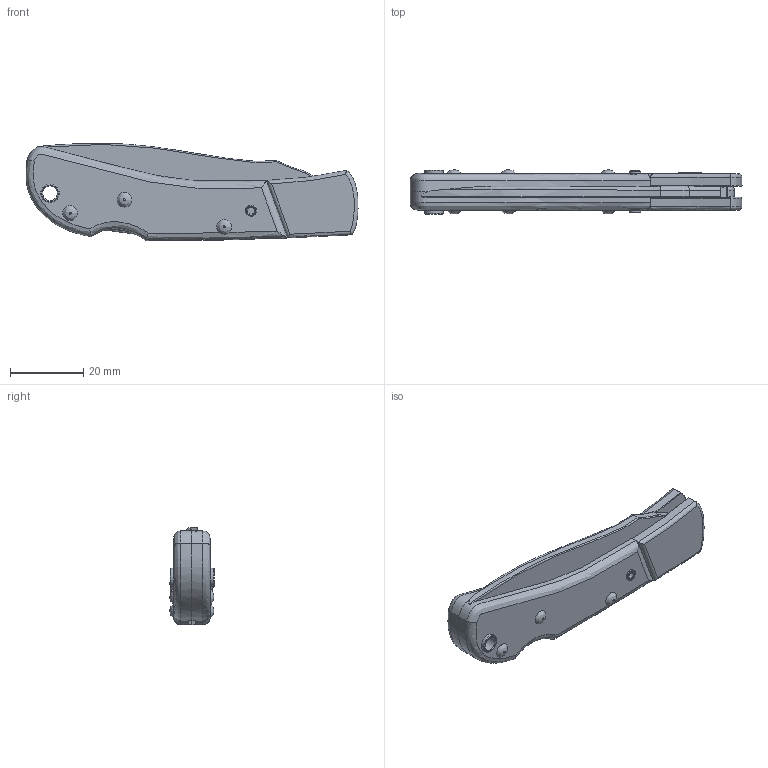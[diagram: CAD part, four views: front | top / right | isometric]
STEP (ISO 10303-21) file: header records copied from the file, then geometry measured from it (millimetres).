
FILE_DESCRIPTION(/* description */ (''),/* implementation_level */ '2;1');
FILE_NAME(/* name */ 'nuz_1.step',/* time_stamp */ '2017-02-03T13:23:36+01:00',/* author */ (''),/* organization */ (''),/* preprocessor_version */ 'ST-DEVELOPER v16.5',/* originating_system */ 'Autodesk Translation Framework v5.2.0.2920',/* authorisation */ '');
FILE_SCHEMA (('AUTOMOTIVE_DESIGN { 1 0 10303 214 3 1 1 }'));
Length unit declared in the file: millimetre
Products named in the file (11): nuz1 v6; blade; ob1; ob1-2; popychacz; ob21; ob22; nit; otr; mnt; Znak v1
Assembly tree (13 placements, depth 2):
  nuz1 v6
    blade
    ob1
    ob1-2
    popychacz
    ob21
    ob22
    nit  x3
    otr  x2
    mnt
    Znak v1
Bounding box: 90.41 x 12.05 x 26.45 mm (x, y, z)
Volume: 15629.3 mm3; surface area: 13607.9 mm2
Topology: 13 solids, 13 shells, 439 faces, 1186 edges, 777 vertices
Faces by surface type: plane 271, bspline 99, cylinder 56, torus 13
Full cylindrical faces by diameter (mm): 2 x2, 3 x15, 4 x1, 5 x3, 6 x3
Entity records: 18109 total; most frequent: CARTESIAN_POINT 7883, ORIENTED_EDGE 2234, DIRECTION 1763, EDGE_CURVE 1117, LINE 765, VECTOR 765, VERTEX_POINT 747, AXIS2_PLACEMENT_3D 499
